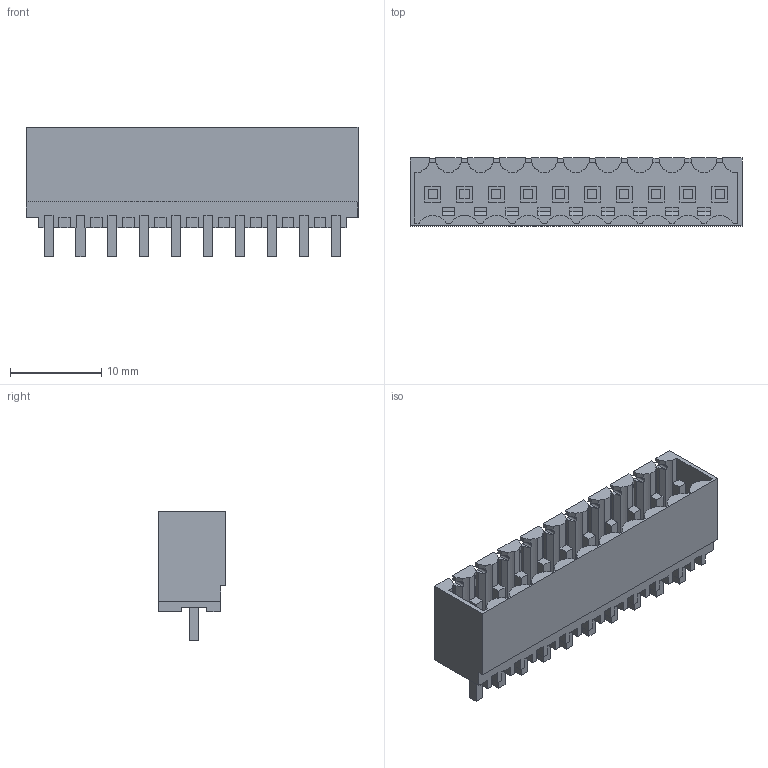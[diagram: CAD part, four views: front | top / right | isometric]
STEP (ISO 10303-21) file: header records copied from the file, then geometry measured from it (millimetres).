
FILE_DESCRIPTION(('CATIA V5 STEP Exchange','CAx-IF Rec.Pracs.--- Model Styling and Organization---1.2---2011-12-15'),'2;1');
FILE_NAME ('D1456945_0_1836990000_1836990000.stp','2018-03-13T13:26:31+00:00',('none'),('Weidmueller'),'CATIA Version 5-6 Release 2014','CATIA V5 STEP AP214','none');
FILE_SCHEMA(('AUTOMOTIVE_DESIGN { 1 0 10303 214 1 1 1 1 }'));
Length unit declared in the file: millimetre
Products named in the file (1): 1836990000
Bounding box: 36.4 x 7.45 x 14.25 mm (x, y, z)
Volume: 1184.5 mm3; surface area: 3418.5 mm2
Topology: 11 solids, 11 shells, 736 faces, 2171 edges, 1476 vertices
Faces by surface type: plane 666, cylinder 70
Entity records: 25260 total; most frequent: CARTESIAN_POINT 5085, ORIENTED_EDGE 4342, DIRECTION 3493, EDGE_CURVE 2171, VECTOR 1991, LINE 1991, VERTEX_POINT 1476, EDGE_LOOP 775
